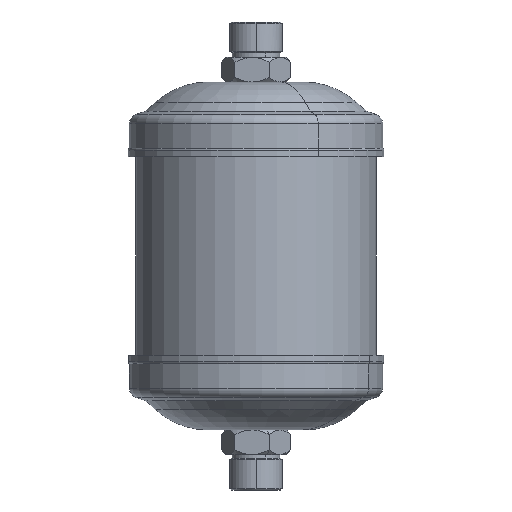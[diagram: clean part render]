
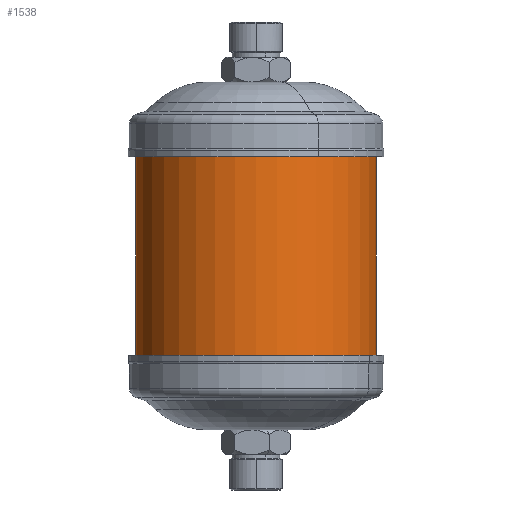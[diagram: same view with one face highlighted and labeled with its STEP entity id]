
A CAD part, front view. The second image highlights one B-rep face of the part: STEP entity #1538.
In plain terms, the highlighted cylindrical face has radius 38.1 mm (diameter 76.2 mm), a partial arc.
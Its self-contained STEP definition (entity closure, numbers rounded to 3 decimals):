
#30 = FACE_OUTER_BOUND ( 'NONE', #739, .T. ) ;
#63 = CARTESIAN_POINT ( 'NONE',  ( 38.1, 0., 31.4 ) ) ;
#496 = CARTESIAN_POINT ( 'NONE',  ( -38.1, 0., -31.4 ) ) ;
#625 = EDGE_CURVE ( 'NONE', #3678, #1152, #2445, .T. ) ;
#704 = CARTESIAN_POINT ( 'NONE',  ( 38.1, 0., 42. ) ) ;
#739 = EDGE_LOOP ( 'NONE', ( #3746, #1820, #2800, #2140 ) ) ;
#847 = DIRECTION ( 'NONE',  ( 0., -1., 0. ) ) ;
#894 = VERTEX_POINT ( 'NONE', #1558 ) ;
#1152 = VERTEX_POINT ( 'NONE', #496 ) ;
#1220 = CARTESIAN_POINT ( 'NONE',  ( -38.1, 0., 42. ) ) ;
#1300 = VECTOR ( 'NONE', #1841, 1000. ) ;
#1326 = CYLINDRICAL_SURFACE ( 'NONE', #4006, 38.1 ) ;
#1415 = DIRECTION ( 'NONE',  ( 0., 0., -1. ) ) ;
#1538 = ADVANCED_FACE ( 'NONE', ( #30 ), #1326, .T. ) ;
#1558 = CARTESIAN_POINT ( 'NONE',  ( -38.1, 0., 31.4 ) ) ;
#1628 = AXIS2_PLACEMENT_3D ( 'NONE', #2235, #3526, #1954 ) ;
#1739 = DIRECTION ( 'NONE',  ( 0., 0., -1. ) ) ;
#1761 = EDGE_CURVE ( 'NONE', #894, #3479, #3808, .T. ) ;
#1820 = ORIENTED_EDGE ( 'NONE', *, *, #1761, .F. ) ;
#1832 = CARTESIAN_POINT ( 'NONE',  ( 38.1, 0., -31.4 ) ) ;
#1841 = DIRECTION ( 'NONE',  ( 0., 0., -1. ) ) ;
#1954 = DIRECTION ( 'NONE',  ( 0., 1., 0. ) ) ;
#2140 = ORIENTED_EDGE ( 'NONE', *, *, #625, .F. ) ;
#2235 = CARTESIAN_POINT ( 'NONE',  ( 0., 0., -31.4 ) ) ;
#2445 = CIRCLE ( 'NONE', #1628, 38.1 ) ;
#2463 = DIRECTION ( 'NONE',  ( 0., 0., 1. ) ) ;
#2684 = LINE ( 'NONE', #704, #3884 ) ;
#2800 = ORIENTED_EDGE ( 'NONE', *, *, #3177, .T. ) ;
#2806 = CARTESIAN_POINT ( 'NONE',  ( 0., 0., 31.4 ) ) ;
#3028 = DIRECTION ( 'NONE',  ( -1., 0., 0. ) ) ;
#3177 = EDGE_CURVE ( 'NONE', #894, #1152, #3475, .T. ) ;
#3435 = EDGE_CURVE ( 'NONE', #3479, #3678, #2684, .T. ) ;
#3469 = AXIS2_PLACEMENT_3D ( 'NONE', #2806, #2463, #847 ) ;
#3475 = LINE ( 'NONE', #1220, #1300 ) ;
#3479 = VERTEX_POINT ( 'NONE', #63 ) ;
#3526 = DIRECTION ( 'NONE',  ( 0., 0., -1. ) ) ;
#3602 = CARTESIAN_POINT ( 'NONE',  ( 0., 0., 42. ) ) ;
#3678 = VERTEX_POINT ( 'NONE', #1832 ) ;
#3746 = ORIENTED_EDGE ( 'NONE', *, *, #3435, .F. ) ;
#3808 = CIRCLE ( 'NONE', #3469, 38.1 ) ;
#3884 = VECTOR ( 'NONE', #1739, 1000. ) ;
#4006 = AXIS2_PLACEMENT_3D ( 'NONE', #3602, #1415, #3028 ) ;
